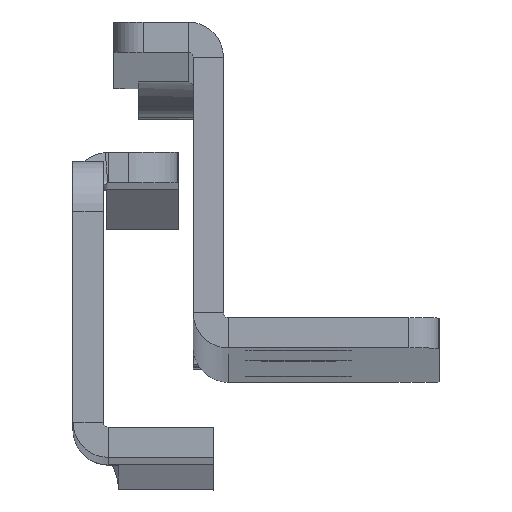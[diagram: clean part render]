
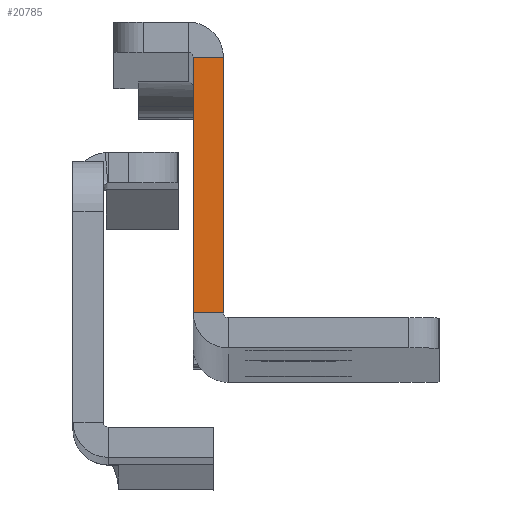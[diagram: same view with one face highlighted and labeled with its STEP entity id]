
A CAD part, top view. The second image highlights one B-rep face of the part: STEP entity #20785.
In plain terms, the highlighted face is planar.
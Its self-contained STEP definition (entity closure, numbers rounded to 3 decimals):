
#684 = EDGE_LOOP ( 'NONE', ( #1949, #28517, #7301, #13883 ) ) ;
#1949 = ORIENTED_EDGE ( 'NONE', *, *, #10407, .T. ) ;
#2646 = DIRECTION ( 'NONE',  ( -1., 0., 0. ) ) ;
#4493 = DIRECTION ( 'NONE',  ( 0., 1., 0. ) ) ;
#5300 = LINE ( 'NONE', #38224, #35120 ) ;
#6785 = DIRECTION ( 'NONE',  ( 0., -1., 0. ) ) ;
#7301 = ORIENTED_EDGE ( 'NONE', *, *, #17872, .T. ) ;
#7809 = LINE ( 'NONE', #28076, #25846 ) ;
#9823 = CARTESIAN_POINT ( 'NONE',  ( 0., -29., 450. ) ) ;
#10407 = EDGE_CURVE ( 'NONE', #19387, #36872, #40541, .T. ) ;
#11380 = AXIS2_PLACEMENT_3D ( 'NONE', #42309, #32544, #2646 ) ;
#13883 = ORIENTED_EDGE ( 'NONE', *, *, #37006, .T. ) ;
#16929 = VECTOR ( 'NONE', #6785, 1000. ) ;
#17023 = CARTESIAN_POINT ( 'NONE',  ( 3., 19.5, 450. ) ) ;
#17872 = EDGE_CURVE ( 'NONE', #25931, #28850, #34574, .T. ) ;
#18137 = DIRECTION ( 'NONE',  ( -1., 0., 0. ) ) ;
#19387 = VERTEX_POINT ( 'NONE', #34868 ) ;
#19393 = PLANE ( 'NONE',  #11380 ) ;
#19469 = VECTOR ( 'NONE', #4493, 1000. ) ;
#20785 = ADVANCED_FACE ( 'NONE', ( #36027 ), #19393, .F. ) ;
#25846 = VECTOR ( 'NONE', #27418, 1000. ) ;
#25931 = VERTEX_POINT ( 'NONE', #42994 ) ;
#27418 = DIRECTION ( 'NONE',  ( 1., 0., 0. ) ) ;
#28076 = CARTESIAN_POINT ( 'NONE',  ( 0., -6., 450. ) ) ;
#28517 = ORIENTED_EDGE ( 'NONE', *, *, #42220, .T. ) ;
#28850 = VERTEX_POINT ( 'NONE', #17023 ) ;
#32544 = DIRECTION ( 'NONE',  ( 0., 0., -1. ) ) ;
#33907 = CARTESIAN_POINT ( 'NONE',  ( 0., -6., 450. ) ) ;
#34574 = LINE ( 'NONE', #40662, #19469 ) ;
#34868 = CARTESIAN_POINT ( 'NONE',  ( 0., 19.5, 450. ) ) ;
#35120 = VECTOR ( 'NONE', #18137, 1000. ) ;
#36027 = FACE_OUTER_BOUND ( 'NONE', #684, .T. ) ;
#36872 = VERTEX_POINT ( 'NONE', #33907 ) ;
#37006 = EDGE_CURVE ( 'NONE', #28850, #19387, #5300, .T. ) ;
#38224 = CARTESIAN_POINT ( 'NONE',  ( 0., 19.5, 450. ) ) ;
#40541 = LINE ( 'NONE', #9823, #16929 ) ;
#40662 = CARTESIAN_POINT ( 'NONE',  ( 3., -29., 450. ) ) ;
#42220 = EDGE_CURVE ( 'NONE', #36872, #25931, #7809, .T. ) ;
#42309 = CARTESIAN_POINT ( 'NONE',  ( 0., 29., 450. ) ) ;
#42994 = CARTESIAN_POINT ( 'NONE',  ( 3., -6., 450. ) ) ;
